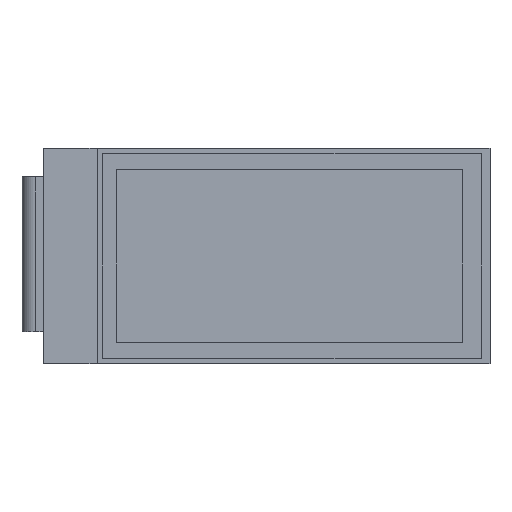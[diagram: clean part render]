
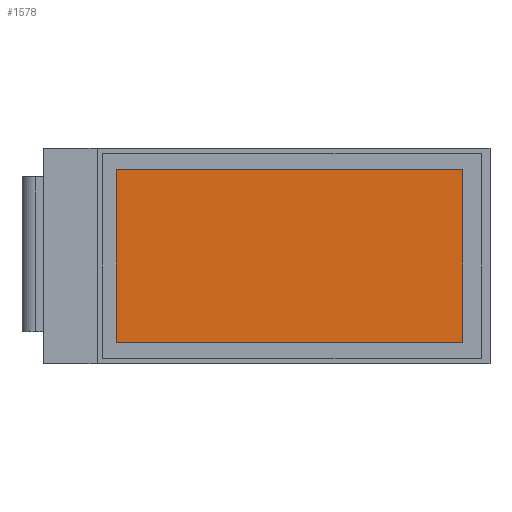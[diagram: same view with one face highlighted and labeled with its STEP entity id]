
A CAD part, top view. The second image highlights one B-rep face of the part: STEP entity #1578.
In plain terms, the highlighted planar face has unit normal (0, 0, 1).
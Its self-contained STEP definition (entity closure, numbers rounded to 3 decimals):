
#62=FACE_OUTER_BOUND('',#163,.T.);
#163=EDGE_LOOP('',(#1033,#1034,#1035,#1036));
#270=LINE('',#2273,#469);
#271=LINE('',#2275,#470);
#272=LINE('',#2277,#471);
#273=LINE('',#2278,#472);
#469=VECTOR('',#1830,10.);
#470=VECTOR('',#1831,10.);
#471=VECTOR('',#1832,10.);
#472=VECTOR('',#1833,10.);
#668=VERTEX_POINT('',#2271);
#669=VERTEX_POINT('',#2272);
#670=VERTEX_POINT('',#2274);
#671=VERTEX_POINT('',#2276);
#814=EDGE_CURVE('',#668,#669,#270,.T.);
#815=EDGE_CURVE('',#670,#668,#271,.T.);
#816=EDGE_CURVE('',#671,#670,#272,.T.);
#817=EDGE_CURVE('',#669,#671,#273,.T.);
#1033=ORIENTED_EDGE('',*,*,#814,.F.);
#1034=ORIENTED_EDGE('',*,*,#815,.F.);
#1035=ORIENTED_EDGE('',*,*,#816,.F.);
#1036=ORIENTED_EDGE('',*,*,#817,.F.);
#1471=PLANE('',#1705);
#1578=ADVANCED_FACE('',(#62),#1471,.T.);
#1705=AXIS2_PLACEMENT_3D('',#2270,#1828,#1829);
#1828=DIRECTION('center_axis',(0.,0.,1.));
#1829=DIRECTION('ref_axis',(1.,0.,0.));
#1830=DIRECTION('',(-1.,0.,0.));
#1831=DIRECTION('',(0.,-1.,0.));
#1832=DIRECTION('',(1.,0.,0.));
#1833=DIRECTION('',(0.,1.,0.));
#2270=CARTESIAN_POINT('Origin',(-1.675,0.,1.5));
#2271=CARTESIAN_POINT('',(10.6,-5.4,1.5));
#2272=CARTESIAN_POINT('',(-11.1,-5.4,1.5));
#2273=CARTESIAN_POINT('',(-6.388,-5.4,1.5));
#2274=CARTESIAN_POINT('',(10.6,5.4,1.5));
#2275=CARTESIAN_POINT('',(10.6,-2.7,1.5));
#2276=CARTESIAN_POINT('',(-11.1,5.4,1.5));
#2277=CARTESIAN_POINT('',(4.463,5.4,1.5));
#2278=CARTESIAN_POINT('',(-11.1,2.7,1.5));
